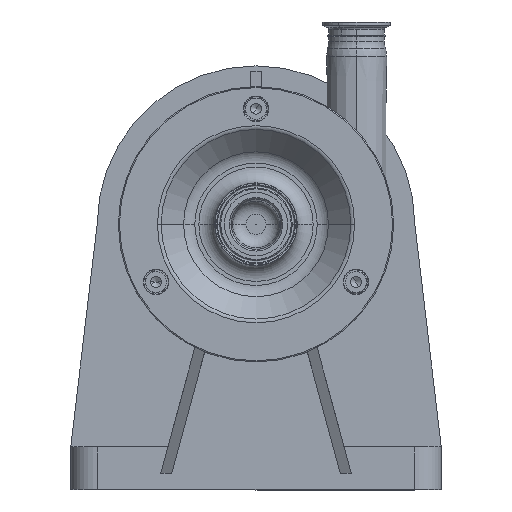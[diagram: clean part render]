
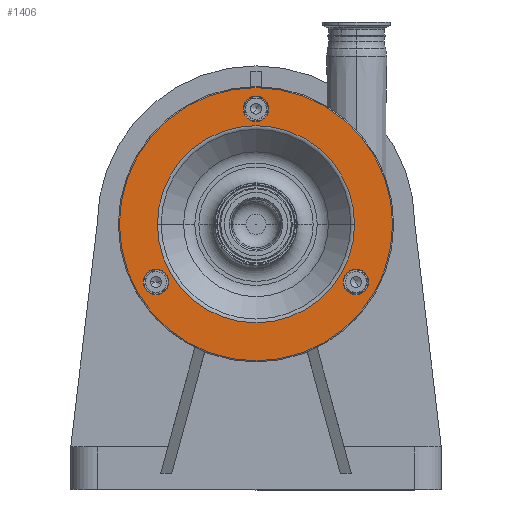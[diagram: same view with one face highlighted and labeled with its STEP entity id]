
A CAD part, top view. The second image highlights one B-rep face of the part: STEP entity #1406.
In plain terms, the highlighted planar face has unit normal (0, 0, 1).
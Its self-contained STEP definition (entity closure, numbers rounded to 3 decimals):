
#196 = AXIS2_PLACEMENT_3D ( 'NONE', #14657, #17102, #7837 ) ;
#265 = DIRECTION ( 'NONE',  ( 0., 0., -1. ) ) ;
#346 = FACE_BOUND ( 'NONE', #17085, .T. ) ;
#517 = DIRECTION ( 'NONE',  ( 0., 0., -1. ) ) ;
#529 = FACE_OUTER_BOUND ( 'NONE', #6748, .T. ) ;
#575 = CARTESIAN_POINT ( 'NONE',  ( 106.397, 195.5, 93.5 ) ) ;
#715 = DIRECTION ( 'NONE',  ( -1., 0., 0. ) ) ;
#981 = AXIS2_PLACEMENT_3D ( 'NONE', #6161, #11623, #17119 ) ;
#1251 = CIRCLE ( 'NONE', #5836, 129. ) ;
#1319 = EDGE_CURVE ( 'NONE', #8242, #11073, #12238, .T. ) ;
#1406 = ADVANCED_FACE ( 'NONE', ( #8870, #346, #7515, #529, #4564 ), #5825, .F. ) ;
#1682 = EDGE_CURVE ( 'NONE', #3390, #16594, #10842, .T. ) ;
#2304 = EDGE_CURVE ( 'NONE', #9513, #16247, #14172, .T. ) ;
#2595 = CARTESIAN_POINT ( 'NONE',  ( 82.397, 195.5, 93.5 ) ) ;
#2681 = EDGE_CURVE ( 'NONE', #15949, #16434, #17623, .T. ) ;
#2966 = CARTESIAN_POINT ( 'NONE',  ( -94.397, 195.5, 93.5 ) ) ;
#3079 = EDGE_LOOP ( 'NONE', ( #17206, #6989 ) ) ;
#3170 = CARTESIAN_POINT ( 'NONE',  ( -82.397, 195.5, 93.5 ) ) ;
#3390 = VERTEX_POINT ( 'NONE', #3170 ) ;
#3414 = ORIENTED_EDGE ( 'NONE', *, *, #2304, .T. ) ;
#3712 = EDGE_CURVE ( 'NONE', #6169, #7665, #6781, .T. ) ;
#4281 = ORIENTED_EDGE ( 'NONE', *, *, #12409, .T. ) ;
#4481 = AXIS2_PLACEMENT_3D ( 'NONE', #5014, #17464, #715 ) ;
#4544 = DIRECTION ( 'NONE',  ( -1., 0., 0. ) ) ;
#4564 = FACE_BOUND ( 'NONE', #7243, .T. ) ;
#5014 = CARTESIAN_POINT ( 'NONE',  ( 94.397, 195.5, 93.5 ) ) ;
#5109 = DIRECTION ( 'NONE',  ( -1., 0., 0. ) ) ;
#5825 = PLANE ( 'NONE',  #13682 ) ;
#5836 = AXIS2_PLACEMENT_3D ( 'NONE', #11762, #9094, #17329 ) ;
#6161 = CARTESIAN_POINT ( 'NONE',  ( 0., 250., 93.5 ) ) ;
#6169 = VERTEX_POINT ( 'NONE', #575 ) ;
#6469 = EDGE_CURVE ( 'NONE', #11073, #8242, #1251, .T. ) ;
#6536 = AXIS2_PLACEMENT_3D ( 'NONE', #15319, #517, #8774 ) ;
#6540 = CARTESIAN_POINT ( 'NONE',  ( -129., 250., 93.5 ) ) ;
#6718 = CARTESIAN_POINT ( 'NONE',  ( 129., 250., 93.5 ) ) ;
#6748 = EDGE_LOOP ( 'NONE', ( #17558, #13441 ) ) ;
#6749 = AXIS2_PLACEMENT_3D ( 'NONE', #11172, #16470, #12605 ) ;
#6781 = CIRCLE ( 'NONE', #4481, 12. ) ;
#6861 = AXIS2_PLACEMENT_3D ( 'NONE', #17645, #13511, #17385 ) ;
#6989 = ORIENTED_EDGE ( 'NONE', *, *, #12622, .T. ) ;
#7022 = DIRECTION ( 'NONE',  ( -1., 0., 0. ) ) ;
#7243 = EDGE_LOOP ( 'NONE', ( #7562, #3414 ) ) ;
#7515 = FACE_BOUND ( 'NONE', #12934, .T. ) ;
#7562 = ORIENTED_EDGE ( 'NONE', *, *, #10217, .T. ) ;
#7665 = VERTEX_POINT ( 'NONE', #2595 ) ;
#7789 = CARTESIAN_POINT ( 'NONE',  ( -93.071, 250., 93.5 ) ) ;
#7837 = DIRECTION ( 'NONE',  ( -1., 0., 0. ) ) ;
#8242 = VERTEX_POINT ( 'NONE', #6718 ) ;
#8439 = DIRECTION ( 'NONE',  ( 0., 0., -1. ) ) ;
#8591 = ORIENTED_EDGE ( 'NONE', *, *, #1682, .T. ) ;
#8702 = CIRCLE ( 'NONE', #981, 93.071 ) ;
#8774 = DIRECTION ( 'NONE',  ( -1., 0., 0. ) ) ;
#8775 = CARTESIAN_POINT ( 'NONE',  ( 12., 359., 93.5 ) ) ;
#8870 = FACE_BOUND ( 'NONE', #3079, .T. ) ;
#9094 = DIRECTION ( 'NONE',  ( 0., 0., -1. ) ) ;
#9236 = DIRECTION ( 'NONE',  ( 0., 0., -1. ) ) ;
#9513 = VERTEX_POINT ( 'NONE', #15443 ) ;
#10032 = CARTESIAN_POINT ( 'NONE',  ( 0., 379., 93.5 ) ) ;
#10217 = EDGE_CURVE ( 'NONE', #16247, #9513, #8702, .T. ) ;
#10698 = ORIENTED_EDGE ( 'NONE', *, *, #11168, .T. ) ;
#10842 = CIRCLE ( 'NONE', #13127, 12. ) ;
#10859 = CIRCLE ( 'NONE', #196, 12. ) ;
#11073 = VERTEX_POINT ( 'NONE', #6540 ) ;
#11168 = EDGE_CURVE ( 'NONE', #16434, #15949, #14268, .T. ) ;
#11172 = CARTESIAN_POINT ( 'NONE',  ( 0., 359., 93.5 ) ) ;
#11279 = DIRECTION ( 'NONE',  ( -1., 0., 0. ) ) ;
#11311 = AXIS2_PLACEMENT_3D ( 'NONE', #15577, #15485, #4544 ) ;
#11623 = DIRECTION ( 'NONE',  ( 0., 0., -1. ) ) ;
#11762 = CARTESIAN_POINT ( 'NONE',  ( 0., 250., 93.5 ) ) ;
#12238 = CIRCLE ( 'NONE', #15120, 129. ) ;
#12304 = CARTESIAN_POINT ( 'NONE',  ( -12., 359., 93.5 ) ) ;
#12409 = EDGE_CURVE ( 'NONE', #16594, #3390, #14594, .T. ) ;
#12605 = DIRECTION ( 'NONE',  ( -1., 0., 0. ) ) ;
#12622 = EDGE_CURVE ( 'NONE', #7665, #6169, #10859, .T. ) ;
#12934 = EDGE_LOOP ( 'NONE', ( #13207, #10698 ) ) ;
#13127 = AXIS2_PLACEMENT_3D ( 'NONE', #2966, #8439, #7022 ) ;
#13207 = ORIENTED_EDGE ( 'NONE', *, *, #2681, .T. ) ;
#13441 = ORIENTED_EDGE ( 'NONE', *, *, #1319, .F. ) ;
#13511 = DIRECTION ( 'NONE',  ( 0., 0., -1. ) ) ;
#13682 = AXIS2_PLACEMENT_3D ( 'NONE', #10032, #265, #11279 ) ;
#14172 = CIRCLE ( 'NONE', #11311, 93.071 ) ;
#14268 = CIRCLE ( 'NONE', #6536, 12. ) ;
#14594 = CIRCLE ( 'NONE', #6861, 12. ) ;
#14657 = CARTESIAN_POINT ( 'NONE',  ( 94.397, 195.5, 93.5 ) ) ;
#14854 = CARTESIAN_POINT ( 'NONE',  ( 0., 250., 93.5 ) ) ;
#15120 = AXIS2_PLACEMENT_3D ( 'NONE', #14854, #9236, #5109 ) ;
#15319 = CARTESIAN_POINT ( 'NONE',  ( 0., 359., 93.5 ) ) ;
#15443 = CARTESIAN_POINT ( 'NONE',  ( 93.071, 250., 93.5 ) ) ;
#15485 = DIRECTION ( 'NONE',  ( 0., 0., -1. ) ) ;
#15577 = CARTESIAN_POINT ( 'NONE',  ( 0., 250., 93.5 ) ) ;
#15949 = VERTEX_POINT ( 'NONE', #8775 ) ;
#16247 = VERTEX_POINT ( 'NONE', #7789 ) ;
#16434 = VERTEX_POINT ( 'NONE', #12304 ) ;
#16470 = DIRECTION ( 'NONE',  ( 0., 0., -1. ) ) ;
#16594 = VERTEX_POINT ( 'NONE', #17426 ) ;
#17085 = EDGE_LOOP ( 'NONE', ( #8591, #4281 ) ) ;
#17102 = DIRECTION ( 'NONE',  ( 0., 0., -1. ) ) ;
#17119 = DIRECTION ( 'NONE',  ( -1., 0., 0. ) ) ;
#17206 = ORIENTED_EDGE ( 'NONE', *, *, #3712, .T. ) ;
#17329 = DIRECTION ( 'NONE',  ( -1., 0., 0. ) ) ;
#17385 = DIRECTION ( 'NONE',  ( -1., 0., 0. ) ) ;
#17426 = CARTESIAN_POINT ( 'NONE',  ( -106.397, 195.5, 93.5 ) ) ;
#17464 = DIRECTION ( 'NONE',  ( 0., 0., -1. ) ) ;
#17558 = ORIENTED_EDGE ( 'NONE', *, *, #6469, .F. ) ;
#17623 = CIRCLE ( 'NONE', #6749, 12. ) ;
#17645 = CARTESIAN_POINT ( 'NONE',  ( -94.397, 195.5, 93.5 ) ) ;
